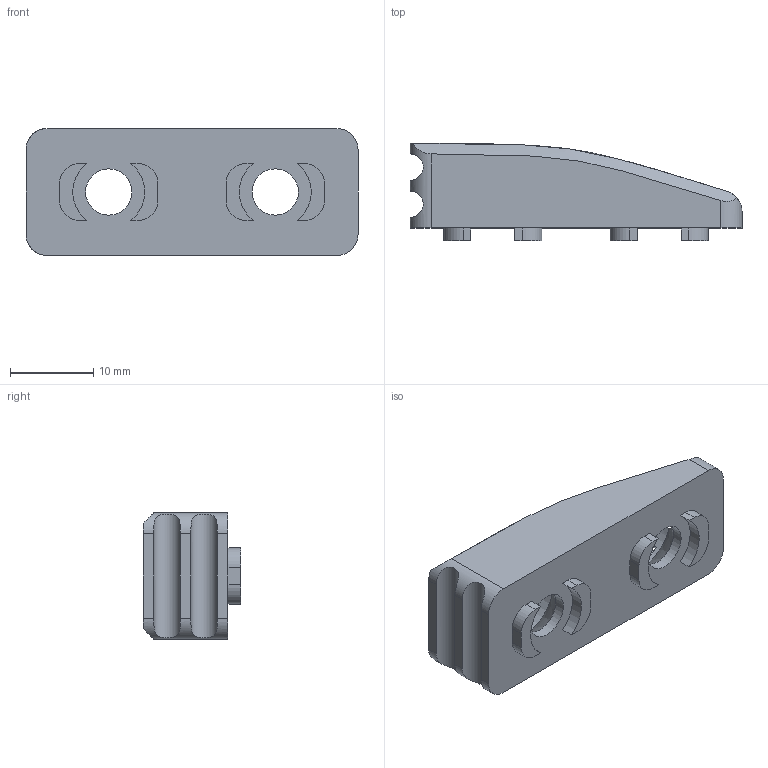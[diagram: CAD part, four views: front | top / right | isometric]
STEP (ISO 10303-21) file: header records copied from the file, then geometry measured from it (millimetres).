
FILE_DESCRIPTION(/* description */ (''),/* implementation_level */ '2;1');
FILE_NAME(/* name */ 'Bump v3.step',/* time_stamp */ '2022-06-03T12:55:02-05:00',/* author */ (''),/* organization */ (''),/* preprocessor_version */ 'ST-DEVELOPER v19',/* originating_system */ 'Autodesk Translation Framework v11.7.0.108',/* authorisation */ '');
FILE_SCHEMA (('AUTOMOTIVE_DESIGN { 1 0 10303 214 3 1 1 }'));
Length unit declared in the file: inch
Products named in the file (1): Bump
Bounding box: 39.88 x 11.68 x 15.24 mm (x, y, z)
Volume: 3648.8 mm3; surface area: 2550 mm2
Topology: 1 solids, 1 shells, 92 faces, 260 edges, 173 vertices
Faces by surface type: plane 63, cylinder 22, bspline 5, cone 2
Full cylindrical faces by diameter (mm): 5.563 x2, 10.693 x1
Entity records: 3529 total; most frequent: CARTESIAN_POINT 1223, ORIENTED_EDGE 520, DIRECTION 410, EDGE_CURVE 260, VERTEX_POINT 173, LINE 144, VECTOR 144, AXIS2_PLACEMENT_3D 133
